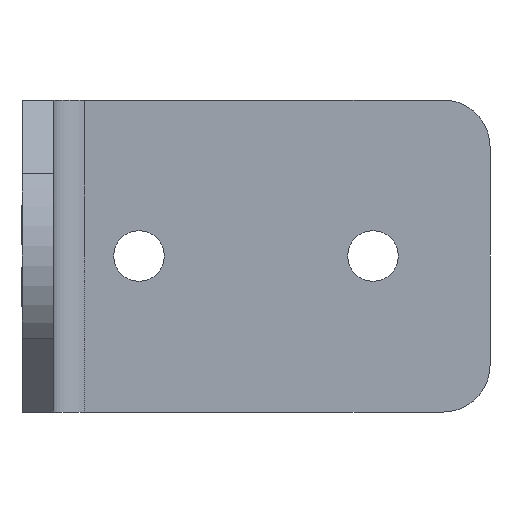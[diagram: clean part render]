
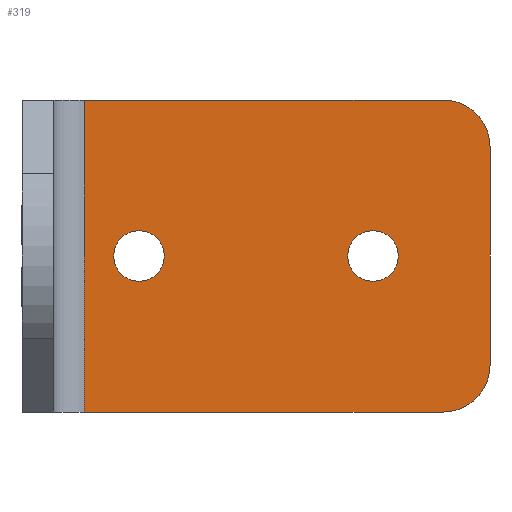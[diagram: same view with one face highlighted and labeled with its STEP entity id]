
A CAD part, left-side view. The second image highlights one B-rep face of the part: STEP entity #319.
In plain terms, the highlighted planar face has unit normal (-1, 0, 0).
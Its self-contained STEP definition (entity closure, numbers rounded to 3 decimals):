
#19=FACE_BOUND('',#66,.T.);
#20=FACE_BOUND('',#67,.T.);
#32=PLANE('',#352);
#44=FACE_OUTER_BOUND('',#65,.T.);
#65=EDGE_LOOP('',(#278,#279,#280,#281,#282,#283));
#66=EDGE_LOOP('',(#284));
#67=EDGE_LOOP('',(#285));
#82=LINE('',#477,#108);
#88=LINE('',#498,#114);
#100=LINE('',#527,#126);
#101=LINE('',#533,#127);
#108=VECTOR('',#380,23.);
#114=VECTOR('',#400,23.);
#126=VECTOR('',#428,20.);
#127=VECTOR('',#437,14.);
#129=CIRCLE('',#329,3.);
#135=CIRCLE('',#338,3.);
#142=CIRCLE('',#353,1.621);
#143=CIRCLE('',#354,1.621);
#146=VERTEX_POINT('',#459);
#147=VERTEX_POINT('',#461);
#153=VERTEX_POINT('',#475);
#159=VERTEX_POINT('',#491);
#160=VERTEX_POINT('',#492);
#161=VERTEX_POINT('',#497);
#172=VERTEX_POINT('',#535);
#173=VERTEX_POINT('',#537);
#176=EDGE_CURVE('',#146,#147,#129,.T.);
#184=EDGE_CURVE('',#153,#146,#82,.T.);
#191=EDGE_CURVE('',#159,#160,#135,.T.);
#194=EDGE_CURVE('',#160,#161,#88,.T.);
#210=EDGE_CURVE('',#161,#153,#100,.T.);
#213=EDGE_CURVE('',#159,#147,#101,.T.);
#214=EDGE_CURVE('',#172,#172,#142,.T.);
#215=EDGE_CURVE('',#173,#173,#143,.T.);
#278=ORIENTED_EDGE('',*,*,#176,.F.);
#279=ORIENTED_EDGE('',*,*,#184,.F.);
#280=ORIENTED_EDGE('',*,*,#210,.F.);
#281=ORIENTED_EDGE('',*,*,#194,.F.);
#282=ORIENTED_EDGE('',*,*,#191,.F.);
#283=ORIENTED_EDGE('',*,*,#213,.T.);
#284=ORIENTED_EDGE('',*,*,#214,.T.);
#285=ORIENTED_EDGE('',*,*,#215,.T.);
#319=ADVANCED_FACE('',(#44,#19,#20),#32,.T.);
#329=AXIS2_PLACEMENT_3D('',#462,#367,#368);
#338=AXIS2_PLACEMENT_3D('',#493,#394,#395);
#352=AXIS2_PLACEMENT_3D('',#534,#438,#439);
#353=AXIS2_PLACEMENT_3D('',#536,#440,#441);
#354=AXIS2_PLACEMENT_3D('',#538,#442,#443);
#367=DIRECTION('center_axis',(1.,0.,0.));
#368=DIRECTION('ref_axis',(0.,-0.707,0.707));
#380=DIRECTION('',(0.,-1.,0.));
#394=DIRECTION('center_axis',(1.,0.,0.));
#395=DIRECTION('ref_axis',(0.,-0.707,-0.707));
#400=DIRECTION('',(0.,1.,0.));
#428=DIRECTION('',(0.,0.,1.));
#437=DIRECTION('',(0.,0.,1.));
#438=DIRECTION('center_axis',(-1.,0.,0.));
#439=DIRECTION('ref_axis',(0.,0.,1.));
#440=DIRECTION('center_axis',(1.,0.,0.));
#441=DIRECTION('ref_axis',(0.,0.,-1.));
#442=DIRECTION('center_axis',(1.,0.,0.));
#443=DIRECTION('ref_axis',(0.,0.,-1.));
#459=CARTESIAN_POINT('',(1.682,35.94,10.));
#461=CARTESIAN_POINT('',(1.682,32.94,7.));
#462=CARTESIAN_POINT('Origin',(1.682,35.94,7.));
#475=CARTESIAN_POINT('',(1.682,58.94,10.));
#477=CARTESIAN_POINT('',(1.682,43.94,10.));
#491=CARTESIAN_POINT('',(1.682,32.94,-7.));
#492=CARTESIAN_POINT('',(1.682,35.94,-10.));
#493=CARTESIAN_POINT('Origin',(1.682,35.94,-7.));
#497=CARTESIAN_POINT('',(1.682,58.94,-10.));
#498=CARTESIAN_POINT('',(1.682,43.94,-10.));
#527=CARTESIAN_POINT('',(1.682,58.94,0.));
#533=CARTESIAN_POINT('',(1.682,32.94,-34.554));
#534=CARTESIAN_POINT('Origin',(1.682,24.94,0.));
#535=CARTESIAN_POINT('',(1.682,40.44,1.621));
#536=CARTESIAN_POINT('Origin',(1.682,40.44,0.));
#537=CARTESIAN_POINT('',(1.682,55.44,1.621));
#538=CARTESIAN_POINT('Origin',(1.682,55.44,0.));
